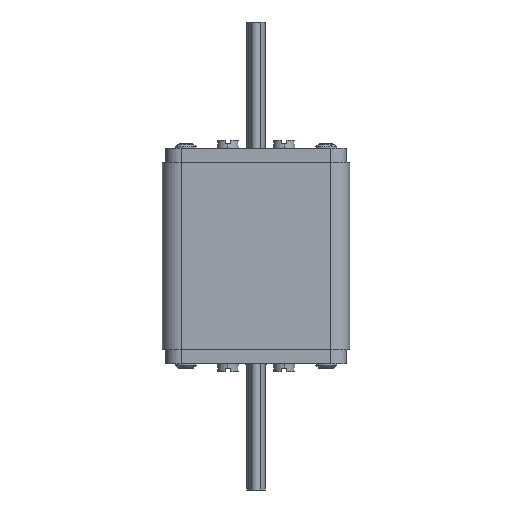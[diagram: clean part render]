
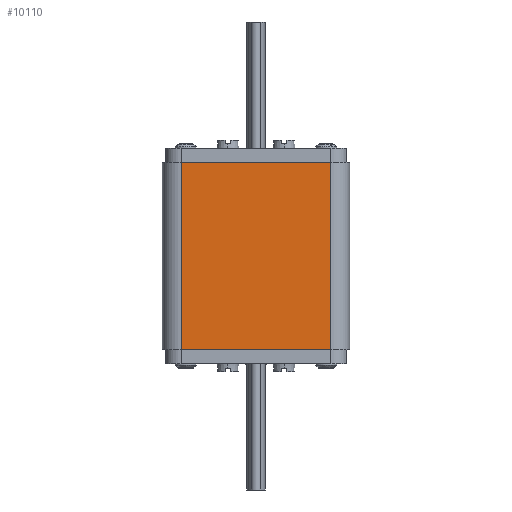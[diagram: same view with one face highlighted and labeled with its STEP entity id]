
A CAD part, front view. The second image highlights one B-rep face of the part: STEP entity #10110.
In plain terms, the highlighted planar face has unit normal (0, -1, 0).
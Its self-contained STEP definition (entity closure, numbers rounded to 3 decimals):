
#980=DIRECTION('',(1.,0.,0.));
#981=VECTOR('',#980,48.);
#982=CARTESIAN_POINT('',(-24.,-30.,-30.));
#983=LINE('',#982,#981);
#1139=DIRECTION('',(0.,0.,-1.));
#1140=VECTOR('',#1139,60.);
#1141=CARTESIAN_POINT('',(24.,-30.,30.));
#1142=LINE('',#1141,#1140);
#1143=DIRECTION('',(0.,0.,-1.));
#1144=VECTOR('',#1143,60.);
#1145=CARTESIAN_POINT('',(-24.,-30.,30.));
#1146=LINE('',#1145,#1144);
#1393=DIRECTION('',(1.,0.,0.));
#1394=VECTOR('',#1393,48.);
#1395=CARTESIAN_POINT('',(-24.,-30.,30.));
#1396=LINE('',#1395,#1394);
#7748=CARTESIAN_POINT('',(24.,-30.,-30.));
#7750=VERTEX_POINT('',#7748);
#7751=CARTESIAN_POINT('',(24.,-30.,30.));
#7752=VERTEX_POINT('',#7751);
#7755=CARTESIAN_POINT('',(-24.,-30.,-30.));
#7757=VERTEX_POINT('',#7755);
#7761=CARTESIAN_POINT('',(-24.,-30.,30.));
#7762=VERTEX_POINT('',#7761);
#10097=CARTESIAN_POINT('',(-30.,-30.,-30.));
#10098=DIRECTION('',(0.,-1.,0.));
#10099=DIRECTION('',(1.,0.,0.));
#10100=AXIS2_PLACEMENT_3D('',#10097,#10098,#10099);
#10101=PLANE('',#10100);
#10102=ORIENTED_EDGE('',*,*,#10089,.T.);
#10103=ORIENTED_EDGE('',*,*,#9967,.F.);
#10105=ORIENTED_EDGE('',*,*,#10104,.F.);
#10107=ORIENTED_EDGE('',*,*,#10106,.T.);
#10108=EDGE_LOOP('',(#10102,#10103,#10105,#10107));
#10109=FACE_OUTER_BOUND('',#10108,.F.);
#10110=ADVANCED_FACE('',(#10109),#10101,.T.);
#9967=EDGE_CURVE('',#7757,#7750,#983,.T.);
#10089=EDGE_CURVE('',#7752,#7750,#1142,.T.);
#10104=EDGE_CURVE('',#7762,#7757,#1146,.T.);
#10106=EDGE_CURVE('',#7762,#7752,#1396,.T.);
